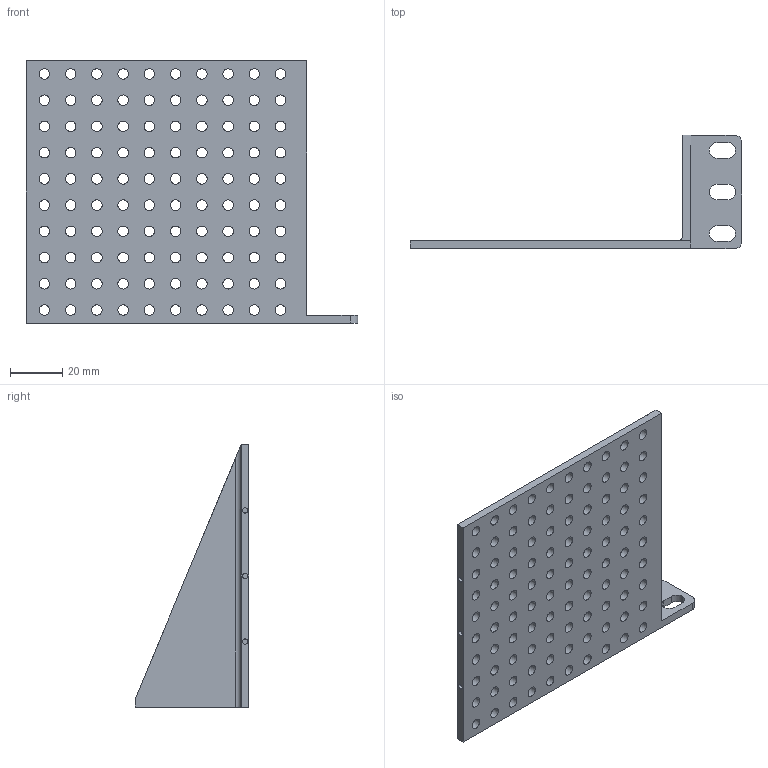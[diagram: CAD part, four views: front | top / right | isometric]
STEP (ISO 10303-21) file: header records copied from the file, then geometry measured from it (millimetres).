
FILE_DESCRIPTION(('FreeCAD Model'),'2;1');
FILE_NAME('Open CASCADE Shape Model','2025-05-15T23:16:29',(''),(''), 'Open CASCADE STEP processor 7.8','FreeCAD','Unknown');
FILE_SCHEMA(('AUTOMOTIVE_DESIGN { 1 0 10303 214 1 1 1 1 }'));
Length unit declared in the file: millimetre
Products named in the file (1): Gridmount Left
Bounding box: 126.5 x 43.45 x 100 mm (x, y, z)
Volume: 36676.7 mm3; surface area: 29945.4 mm2
Topology: 1 solids, 1 shells, 144 faces, 419 edges, 280 vertices
Faces by surface type: cylinder 118, plane 26
Full cylindrical faces by diameter (mm): 2 x3, 4 x100
Entity records: 5333 total; most frequent: DIRECTION 949, CARTESIAN_POINT 844, ORIENTED_EDGE 838, EDGE_CURVE 419, AXIS2_PLACEMENT_3D 385, FACE_BOUND 353, EDGE_LOOP 353, VERTEX_POINT 280
